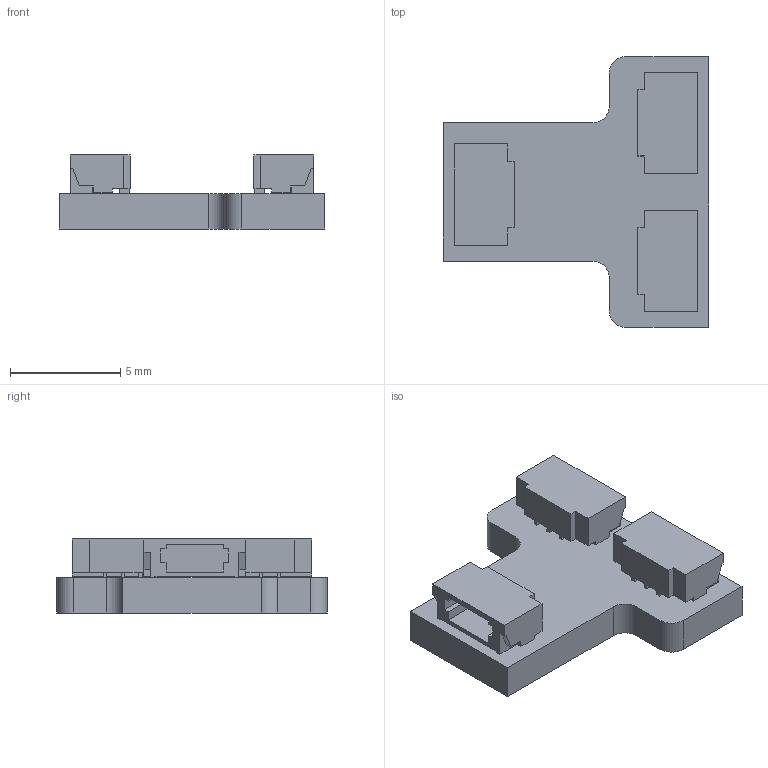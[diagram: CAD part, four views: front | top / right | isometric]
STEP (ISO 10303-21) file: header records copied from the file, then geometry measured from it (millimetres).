
FILE_DESCRIPTION(('KiCad electronic assembly'),'2;1');
FILE_NAME('BRANCH05X V1R0.step','2024-11-12T21:17:14',('Pcbnew'),( 'Kicad'),'Open CASCADE STEP processor 7.8','KiCad to STEP converter' ,'Unknown');
FILE_SCHEMA(('AUTOMOTIVE_DESIGN { 1 0 10303 214 1 1 1 1 }'));
Length unit declared in the file: millimetre
Products named in the file (4): BRANCH05X V1R0 1; SM03B-SURS-TF; _autosave-BRANCH05X V1R0_PCB
Assembly tree (5 placements, depth 3):
  BRANCH05X V1R0 1
    SM03B-SURS-TF  x3
      SM03B-SURS-TF
    _autosave-BRANCH05X V1R0_PCB
Bounding box: 12 x 12.25 x 3.35 mm (x, y, z)
Volume: 203.6 mm3; surface area: 472.4 mm2
Topology: 4 solids, 4 shells, 188 faces, 498 edges, 330 vertices
Faces by surface type: plane 184, cylinder 4
Entity records: 2693 total; most frequent: CARTESIAN_POINT 394, ORIENTED_EDGE 380, DIRECTION 354, EDGE_CURVE 190, LINE 182, VECTOR 182, VERTEX_POINT 126, AXIS2_PLACEMENT_3D 86
